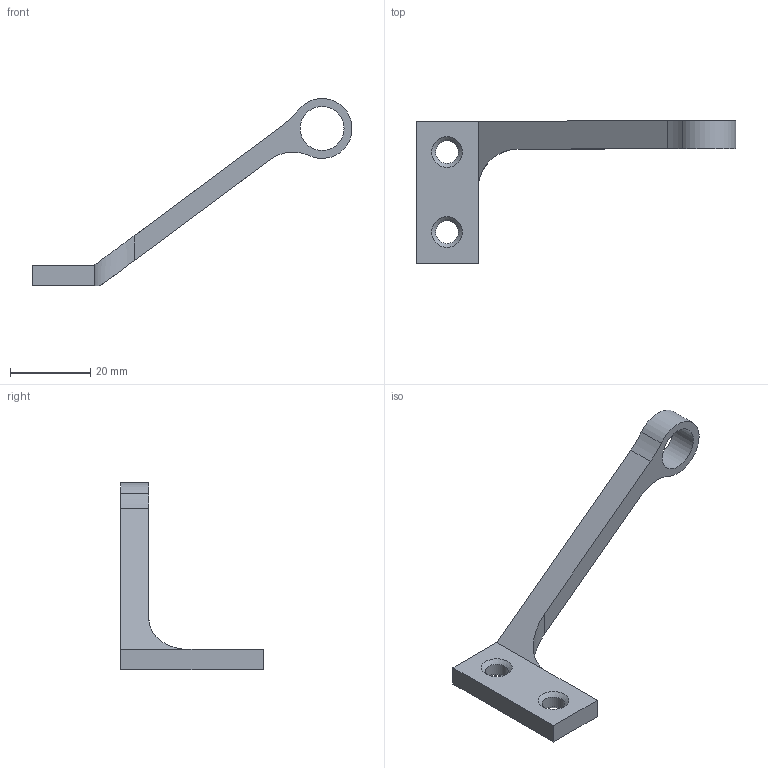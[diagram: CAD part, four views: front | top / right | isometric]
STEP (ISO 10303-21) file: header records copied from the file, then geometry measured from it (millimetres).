
FILE_DESCRIPTION(/* description */ ('STEP AP242','CAx-IF Rec.Pracs.---Representation and Presentation of Product Manufacturing Information (PMI)---4.0---2014-10-13','CAx-IF Rec.Pracs.---3D Tessellated Geometry---0.4---2014-09-14','2;1'),/* implementation_level */ '2;1');
FILE_NAME(/* name */ '6875b9c95495d46536383564',/* time_stamp */ '2025-07-15T02:15:37Z',/* author */ (''),/* organization */ (''),/* preprocessor_version */ 'ST-DEVELOPER v20',/* originating_system */ 'ONSHAPE BY PTC INC, 1.200',/* authorisation */ ' ');
FILE_SCHEMA (('AP242_MANAGED_MODEL_BASED_3D_ENGINEERING_MIM_LF { 1 0 10303 442 1 1 4 }'));
Length unit declared in the file: metre
Products named in the file (1): Tail
Bounding box: 79.98 x 35.5 x 46.74 mm (x, y, z)
Volume: 5386.1 mm3; surface area: 3829.9 mm2
Topology: 1 solids, 1 shells, 20 faces, 50 edges, 32 vertices
Faces by surface type: plane 9, cylinder 7, cone 4
Full cylindrical faces by diameter (mm): 5.7 x2, 11 x1
Entity records: 591 total; most frequent: DIRECTION 103, CARTESIAN_POINT 94, ORIENTED_EDGE 84, EDGE_CURVE 42, AXIS2_PLACEMENT_3D 40, EDGE_LOOP 33, FACE_BOUND 33, VERTEX_POINT 31
